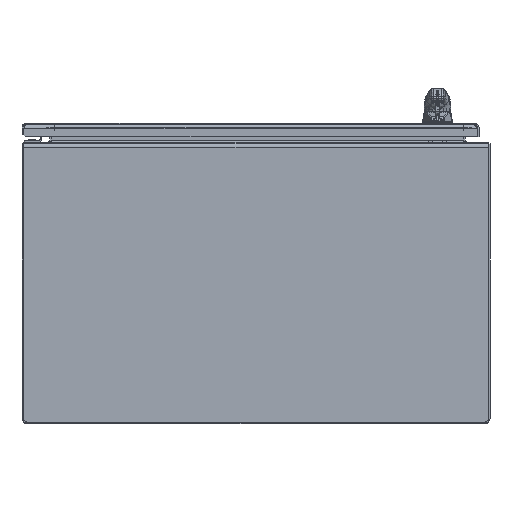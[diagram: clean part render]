
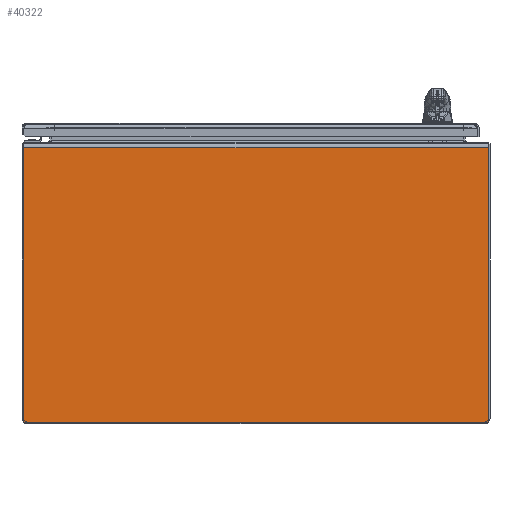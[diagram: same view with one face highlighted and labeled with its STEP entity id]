
A CAD part, front view. The second image highlights one B-rep face of the part: STEP entity #40322.
In plain terms, the highlighted face is planar.
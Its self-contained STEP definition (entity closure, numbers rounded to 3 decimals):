
#2274=PLANE('',#43861);
#3306=FACE_OUTER_BOUND('',#5827,.T.);
#5827=EDGE_LOOP('',(#27355,#27356,#27357,#27358));
#8647=LINE('',#62167,#11585);
#8653=LINE('',#62185,#11591);
#8656=LINE('',#62191,#11594);
#8657=LINE('',#62192,#11595);
#11585=VECTOR('',#49392,0.394);
#11591=VECTOR('',#49416,0.394);
#11594=VECTOR('',#49421,0.394);
#11595=VECTOR('',#49422,0.394);
#16877=VERTEX_POINT('',#62164);
#16878=VERTEX_POINT('',#62166);
#16881=VERTEX_POINT('',#62184);
#16883=VERTEX_POINT('',#62190);
#20806=EDGE_CURVE('',#16878,#16877,#8647,.T.);
#20815=EDGE_CURVE('',#16878,#16881,#8653,.T.);
#20818=EDGE_CURVE('',#16883,#16877,#8656,.T.);
#20819=EDGE_CURVE('',#16881,#16883,#8657,.T.);
#27355=ORIENTED_EDGE('',*,*,#20806,.T.);
#27356=ORIENTED_EDGE('',*,*,#20818,.F.);
#27357=ORIENTED_EDGE('',*,*,#20819,.F.);
#27358=ORIENTED_EDGE('',*,*,#20815,.F.);
#40322=ADVANCED_FACE('',(#3306),#2274,.T.);
#43861=AXIS2_PLACEMENT_3D('',#62189,#49419,#49420);
#49392=DIRECTION('',(0.,1.,0.));
#49416=DIRECTION('',(-1.,0.,0.));
#49419=DIRECTION('center_axis',(0.,0.,1.));
#49420=DIRECTION('ref_axis',(1.,0.,0.));
#49421=DIRECTION('',(1.,0.,0.));
#49422=DIRECTION('',(0.,1.,0.));
#62164=CARTESIAN_POINT('',(8.708,14.959,0.104));
#62166=CARTESIAN_POINT('',(8.709,-14.959,0.104));
#62167=CARTESIAN_POINT('',(8.709,-7.479,0.104));
#62184=CARTESIAN_POINT('',(-8.959,-14.959,0.104));
#62185=CARTESIAN_POINT('',(8.959,-14.959,0.104));
#62189=CARTESIAN_POINT('Origin',(0.,0.,
0.104));
#62190=CARTESIAN_POINT('',(-8.959,14.959,0.104));
#62191=CARTESIAN_POINT('',(-8.959,14.959,0.104));
#62192=CARTESIAN_POINT('',(-8.959,-14.959,0.104));
